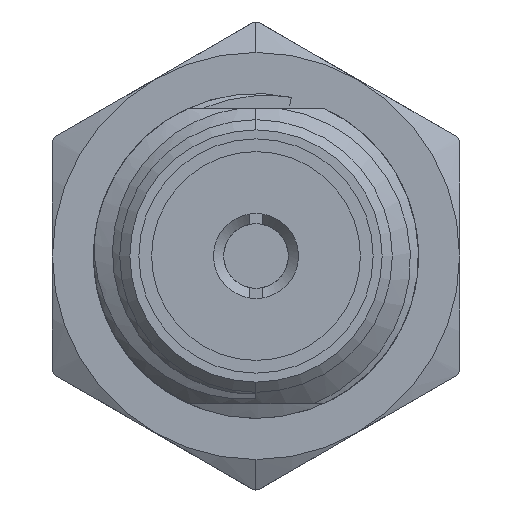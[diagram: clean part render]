
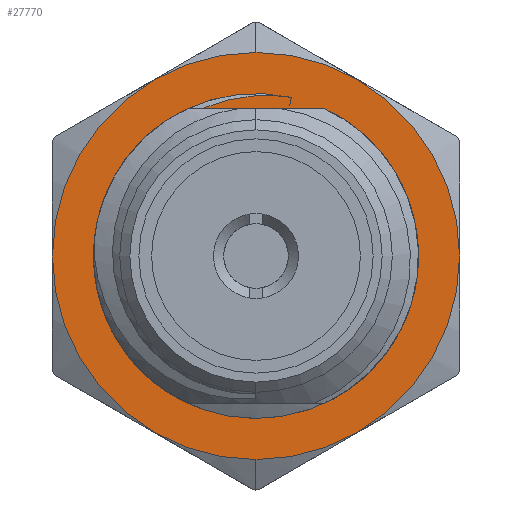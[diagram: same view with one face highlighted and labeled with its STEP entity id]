
A CAD part, left-side view. The second image highlights one B-rep face of the part: STEP entity #27770.
In plain terms, the highlighted planar face has unit normal (-1, 0, 0).
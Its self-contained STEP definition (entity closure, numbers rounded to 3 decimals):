
#9949=CARTESIAN_POINT('',(-6.129,-2.,
3.463));
#9982=CARTESIAN_POINT('',(-6.129,0.,0.));
#9983=DIRECTION('',(-1.,0.,0.));
#9984=DIRECTION('',(0.,0.,-1.));
#9985=AXIS2_PLACEMENT_3D('',#9982,#9983,#9984);
#9987=CARTESIAN_POINT('',(-6.129,0.,0.));
#9988=DIRECTION('',(1.,0.,0.));
#9989=DIRECTION('',(0.,0.,-1.));
#9990=AXIS2_PLACEMENT_3D('',#9987,#9988,#9989);
#9992=CARTESIAN_POINT('',(-6.129,0.,0.));
#9993=DIRECTION('',(1.,0.,0.));
#9994=DIRECTION('',(0.,0.5,-0.866));
#9995=AXIS2_PLACEMENT_3D('',#9992,#9993,#9994);
#9997=CARTESIAN_POINT('',(-6.129,0.,0.));
#9998=DIRECTION('',(1.,0.,0.));
#9999=DIRECTION('',(0.,1.,0.));
#10000=AXIS2_PLACEMENT_3D('',#9997,#9998,#9999);
#10002=CARTESIAN_POINT('',(-6.129,0.,0.));
#10003=DIRECTION('',(1.,0.,0.));
#10004=DIRECTION('',(0.,0.5,0.866));
#10005=AXIS2_PLACEMENT_3D('',#10002,#10003,#10004);
#10007=CARTESIAN_POINT('',(-6.129,0.,0.));
#10008=DIRECTION('',(-1.,0.,0.));
#10009=DIRECTION('',(0.,-0.5,0.866));
#10010=AXIS2_PLACEMENT_3D('',#10007,#10008,#10009);
#10012=CARTESIAN_POINT('',(-6.129,0.,0.));
#10013=DIRECTION('',(-1.,0.,0.));
#10014=DIRECTION('',(0.,-1.,0.));
#10015=AXIS2_PLACEMENT_3D('',#10012,#10013,#10014);
#10017=CARTESIAN_POINT('',(-6.129,0.,0.));
#10018=DIRECTION('',(-1.,0.,0.));
#10019=DIRECTION('',(0.,-0.5,-0.866));
#10020=AXIS2_PLACEMENT_3D('',#10017,#10018,#10019);
#10022=DIRECTION('',(0.,-1.,0.));
#10023=VECTOR('',#10022,2.378);
#10024=CARTESIAN_POINT('',(-6.129,1.045,2.9));
#10025=LINE('',#10024,#10023);
#10026=CARTESIAN_POINT('',(-6.129,-0.696,
3.115));
#10027=CARTESIAN_POINT('',(-6.129,-0.508,
3.157));
#10028=CARTESIAN_POINT('',(-6.129,-0.131,
3.206));
#10029=CARTESIAN_POINT('',(-6.129,0.445,
3.178));
#10030=CARTESIAN_POINT('',(-6.129,1.005,
3.047));
#10031=CARTESIAN_POINT('',(-6.129,1.533,
2.819));
#10032=CARTESIAN_POINT('',(-6.129,2.012,
2.5));
#10033=CARTESIAN_POINT('',(-6.129,2.426,
2.1));
#10034=CARTESIAN_POINT('',(-6.129,2.762,
1.633));
#10035=CARTESIAN_POINT('',(-6.129,3.009,
1.114));
#10036=CARTESIAN_POINT('',(-6.129,3.16,
0.559));
#10037=CARTESIAN_POINT('',(-6.129,3.209,
-0.015));
#10038=CARTESIAN_POINT('',(-6.129,3.155,
-0.587));
#10039=CARTESIAN_POINT('',(-6.129,2.999,
-1.141));
#10040=CARTESIAN_POINT('',(-6.129,2.747,
-1.658));
#10041=CARTESIAN_POINT('',(-6.129,2.407,
-2.122));
#10042=CARTESIAN_POINT('',(-6.129,1.989,
-2.518));
#10043=CARTESIAN_POINT('',(-6.129,1.508,
-2.833));
#10044=CARTESIAN_POINT('',(-6.129,0.978,
-3.056));
#10045=CARTESIAN_POINT('',(-6.129,0.416,
-3.182));
#10046=CARTESIAN_POINT('',(-6.129,-0.159,
-3.205));
#10047=CARTESIAN_POINT('',(-6.129,-0.728,
-3.125));
#10048=CARTESIAN_POINT('',(-6.129,-1.275,
-2.945));
#10049=CARTESIAN_POINT('',(-6.129,-1.78,
-2.67));
#10050=CARTESIAN_POINT('',(-6.129,-2.228,
-2.309));
#10051=CARTESIAN_POINT('',(-6.129,-2.605,
-1.874));
#10052=CARTESIAN_POINT('',(-6.129,-2.897,
-1.379));
#10053=CARTESIAN_POINT('',(-6.129,-3.097,
-0.84));
#10054=CARTESIAN_POINT('',(-6.129,-3.197,
-0.273));
#10055=CARTESIAN_POINT('',(-6.129,-3.195,
0.302));
#10056=CARTESIAN_POINT('',(-6.129,-3.089,
0.868));
#10057=CARTESIAN_POINT('',(-6.129,-2.954,
1.224));
#10058=CARTESIAN_POINT('',(-6.129,-2.869,
1.398));
#10102=CARTESIAN_POINT('',(-6.129,2.,
-3.463));
#10309=CARTESIAN_POINT('',(-6.129,0.,0.));
#10310=DIRECTION('',(-1.,0.,0.));
#10311=DIRECTION('',(0.,-0.899,0.438));
#10312=AXIS2_PLACEMENT_3D('',#10309,#10310,#10311);
#10897=CARTESIAN_POINT('',(-6.129,1.045,2.9));
#10898=CARTESIAN_POINT('',(-6.129,0.952,
2.94));
#10899=CARTESIAN_POINT('',(-6.129,0.765,
3.01));
#10900=CARTESIAN_POINT('',(-6.129,0.487,
3.085));
#10901=CARTESIAN_POINT('',(-6.129,0.195,
3.136));
#10902=CARTESIAN_POINT('',(-6.129,-0.104,
3.159));
#10903=CARTESIAN_POINT('',(-6.129,-0.404,
3.153));
#10904=CARTESIAN_POINT('',(-6.129,-0.6,
3.13));
#10905=CARTESIAN_POINT('',(-6.129,-0.696,
3.115));
#10911=CARTESIAN_POINT('',(-6.129,1.045,2.9));
#11112=CARTESIAN_POINT('',(-6.129,-2.869,
1.398));
#11648=CARTESIAN_POINT('',(-6.129,0.,-3.999));
#11650=VERTEX_POINT('',#11648);
#11668=CARTESIAN_POINT('',(-6.129,0.,3.999));
#11670=VERTEX_POINT('',#11668);
#11751=VERTEX_POINT('',#10102);
#11752=CARTESIAN_POINT('',(-6.129,3.999,
0.));
#11753=VERTEX_POINT('',#11752);
#11754=CARTESIAN_POINT('',(-6.129,1.999,
3.463));
#11755=VERTEX_POINT('',#11754);
#11756=VERTEX_POINT('',#9949);
#11757=CARTESIAN_POINT('',(-6.129,-1.999,
-3.463));
#11758=VERTEX_POINT('',#11757);
#11759=CARTESIAN_POINT('',(-6.129,-3.999,
0.));
#11760=VERTEX_POINT('',#11759);
#11810=CARTESIAN_POINT('',(-6.129,-0.696,
3.115));
#11811=VERTEX_POINT('',#11810);
#11812=VERTEX_POINT('',#11112);
#11845=CARTESIAN_POINT('',(-6.129,-1.333,2.9));
#11847=VERTEX_POINT('',#11845);
#11905=VERTEX_POINT('',#10911);
#27741=CARTESIAN_POINT('',(-6.129,0.,0.));
#27742=DIRECTION('',(1.,0.,0.));
#27743=DIRECTION('',(0.,0.,1.));
#27744=AXIS2_PLACEMENT_3D('',#27741,#27742,#27743);
#27745=PLANE('',#27744);
#27746=ORIENTED_EDGE('',*,*,#27704,.F.);
#27748=ORIENTED_EDGE('',*,*,#27747,.T.);
#27750=ORIENTED_EDGE('',*,*,#27749,.T.);
#27752=ORIENTED_EDGE('',*,*,#27751,.T.);
#27754=ORIENTED_EDGE('',*,*,#27753,.T.);
#27755=ORIENTED_EDGE('',*,*,#27720,.F.);
#27756=ORIENTED_EDGE('',*,*,#27691,.F.);
#27757=ORIENTED_EDGE('',*,*,#27734,.F.);
#27758=EDGE_LOOP('',(#27746,#27748,#27750,#27752,#27754,#27755,#27756,#27757));
#27759=FACE_OUTER_BOUND('',#27758,.F.);
#27761=ORIENTED_EDGE('',*,*,#27760,.T.);
#27763=ORIENTED_EDGE('',*,*,#27762,.F.);
#27765=ORIENTED_EDGE('',*,*,#27764,.T.);
#27767=ORIENTED_EDGE('',*,*,#27766,.T.);
#27768=EDGE_LOOP('',(#27761,#27763,#27765,#27767));
#27769=FACE_BOUND('',#27768,.F.);
#9986=CIRCLE('',#9985,3.999);
#9991=CIRCLE('',#9990,3.999);
#9996=CIRCLE('',#9995,3.999);
#10001=CIRCLE('',#10000,3.999);
#10006=CIRCLE('',#10005,3.999);
#10011=CIRCLE('',#10010,3.999);
#10016=CIRCLE('',#10015,3.999);
#10021=CIRCLE('',#10020,3.999);
#10059=B_SPLINE_CURVE_WITH_KNOTS('',3,(#10026,#10027,#10028,#10029,#10030,
#10031,#10032,#10033,#10034,#10035,#10036,#10037,#10038,#10039,#10040,#10041,
#10042,#10043,#10044,#10045,#10046,#10047,#10048,#10049,#10050,#10051,#10052,
#10053,#10054,#10055,#10056,#10057,#10058),.UNSPECIFIED.,.F.,.F.,(4,1,1,1,1,1,1,
1,1,1,1,1,1,1,1,1,1,1,1,1,1,1,1,1,1,1,1,1,1,1,4),(0.,0.033,
0.067,0.1,0.133,0.167,0.2,
0.233,0.267,0.3,0.333,0.367,
0.4,0.433,0.467,0.5,0.533,
0.567,0.6,0.633,0.667,0.7,
0.733,0.767,0.8,0.833,0.867,
0.9,0.933,0.967,1.),.UNSPECIFIED.);
#10313=CIRCLE('',#10312,3.192);
#10906=B_SPLINE_CURVE_WITH_KNOTS('',3,(#10897,#10898,#10899,#10900,#10901,
#10902,#10903,#10904,#10905),.UNSPECIFIED.,.F.,.F.,(4,1,1,1,1,1,4),(0.,
0.167,0.333,0.5,0.667,0.833,
1.),.UNSPECIFIED.);
#27691=EDGE_CURVE('',#11760,#11756,#10016,.T.);
#27704=EDGE_CURVE('',#11650,#11758,#9986,.T.);
#27720=EDGE_CURVE('',#11756,#11670,#10011,.T.);
#27734=EDGE_CURVE('',#11758,#11760,#10021,.T.);
#27747=EDGE_CURVE('',#11650,#11751,#9991,.T.);
#27749=EDGE_CURVE('',#11751,#11753,#9996,.T.);
#27751=EDGE_CURVE('',#11753,#11755,#10001,.T.);
#27753=EDGE_CURVE('',#11755,#11670,#10006,.T.);
#27760=EDGE_CURVE('',#11812,#11847,#10313,.T.);
#27762=EDGE_CURVE('',#11905,#11847,#10025,.T.);
#27764=EDGE_CURVE('',#11905,#11811,#10906,.T.);
#27766=EDGE_CURVE('',#11811,#11812,#10059,.T.);
#27770=ADVANCED_FACE('',(#27759,#27769),#27745,.F.);
